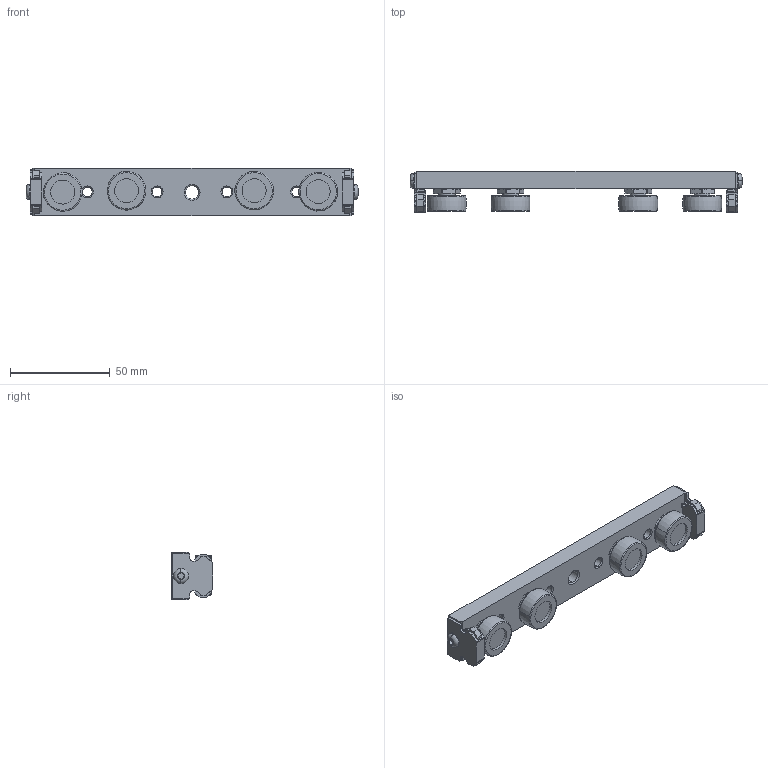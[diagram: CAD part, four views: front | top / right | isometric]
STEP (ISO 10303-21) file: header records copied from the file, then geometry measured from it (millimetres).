
FILE_DESCRIPTION (( 'STEP AP203' ), '1' );
FILE_NAME ('LUC-1-4W.step', '2024-05-13T17:22:12', ( '' ), ( '' ), 'SwSTEP 2.0', 'SolidWorks 2023', '' );
FILE_SCHEMA (( 'CONFIG_CONTROL_DESIGN' ));
Length unit declared in the file: millimetre
Products named in the file (1): LUC-1-4W
Bounding box: 166.45 x 20.73 x 24 mm (x, y, z)
Volume: 43877.9 mm3; surface area: 22222.4 mm2
Topology: 9 solids, 9 shells, 594 faces, 1443 edges, 898 vertices
Faces by surface type: plane 216, cylinder 180, cone 142, bspline 44, torus 12
Entity records: 18454 total; most frequent: CARTESIAN_POINT 4612, DIRECTION 2907, ORIENTED_EDGE 2878, EDGE_CURVE 1439, AXIS2_PLACEMENT_3D 1125, VERTEX_POINT 898, LINE 657, VECTOR 657
